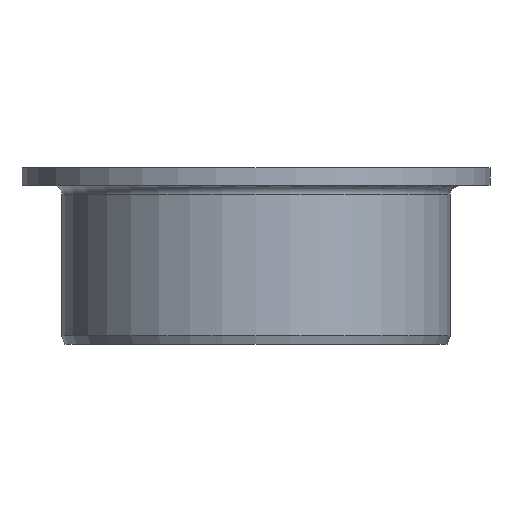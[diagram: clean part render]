
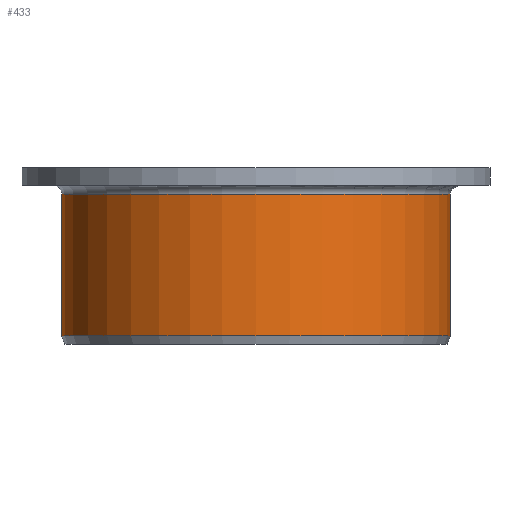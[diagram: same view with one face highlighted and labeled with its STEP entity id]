
A CAD part, left-side view. The second image highlights one B-rep face of the part: STEP entity #433.
In plain terms, the highlighted cylindrical face has radius 22 mm (diameter 44 mm), a partial arc.
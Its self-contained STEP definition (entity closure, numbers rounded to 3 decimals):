
#114=DIRECTION('',(0.,0.,-1.));
#115=VECTOR('',#114,16.);
#116=CARTESIAN_POINT('',(0.,22.,-3.));
#117=LINE('',#116,#115);
#118=DIRECTION('',(0.,0.,-1.));
#119=VECTOR('',#118,16.);
#120=CARTESIAN_POINT('',(0.,-22.,-3.));
#121=LINE('',#120,#119);
#143=CARTESIAN_POINT('',(0.,0.,-3.));
#144=DIRECTION('',(0.,0.,-1.));
#145=DIRECTION('',(0.,-1.,0.));
#146=AXIS2_PLACEMENT_3D('',#143,#144,#145);
#148=CARTESIAN_POINT('',(0.,0.,-19.));
#149=DIRECTION('',(0.,0.,-1.));
#150=DIRECTION('',(0.,-1.,0.));
#151=AXIS2_PLACEMENT_3D('',#148,#149,#150);
#212=CARTESIAN_POINT('',(0.,-22.,-3.));
#213=CARTESIAN_POINT('',(0.,-22.,-19.));
#214=VERTEX_POINT('',#212);
#215=VERTEX_POINT('',#213);
#224=CARTESIAN_POINT('',(0.,22.,-3.));
#225=CARTESIAN_POINT('',(0.,22.,-19.));
#226=VERTEX_POINT('',#224);
#227=VERTEX_POINT('',#225);
#421=CARTESIAN_POINT('',(0.,0.,1.));
#422=DIRECTION('',(0.,0.,-1.));
#423=DIRECTION('',(0.,-1.,0.));
#424=AXIS2_PLACEMENT_3D('',#421,#422,#423);
#425=CYLINDRICAL_SURFACE('',#424,22.);
#426=ORIENTED_EDGE('',*,*,#389,.T.);
#428=ORIENTED_EDGE('',*,*,#427,.T.);
#429=ORIENTED_EDGE('',*,*,#385,.F.);
#430=ORIENTED_EDGE('',*,*,#370,.F.);
#431=EDGE_LOOP('',(#426,#428,#429,#430));
#432=FACE_OUTER_BOUND('',#431,.F.);
#433=ADVANCED_FACE('',(#432),#425,.T.);
#147=CIRCLE('',#146,22.);
#152=CIRCLE('',#151,22.);
#370=EDGE_CURVE('',#214,#226,#147,.T.);
#385=EDGE_CURVE('',#226,#227,#117,.T.);
#389=EDGE_CURVE('',#214,#215,#121,.T.);
#427=EDGE_CURVE('',#215,#227,#152,.T.);
